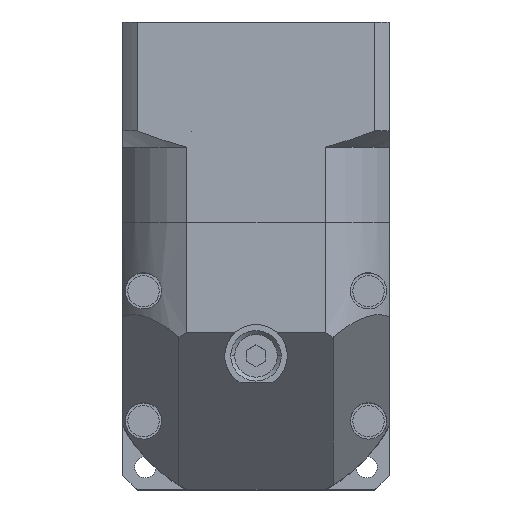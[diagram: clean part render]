
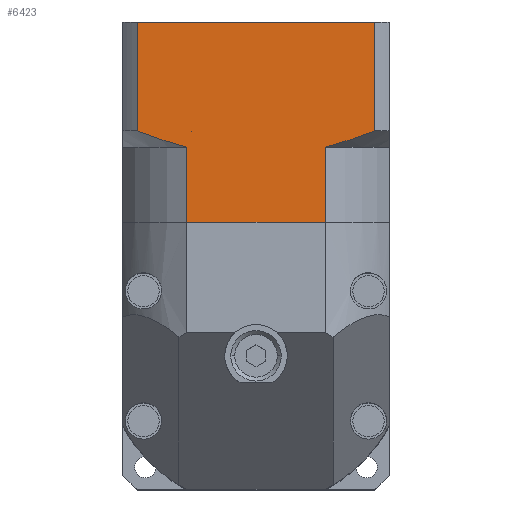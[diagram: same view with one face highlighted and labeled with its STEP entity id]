
A CAD part, top view. The second image highlights one B-rep face of the part: STEP entity #6423.
In plain terms, the highlighted face is planar.
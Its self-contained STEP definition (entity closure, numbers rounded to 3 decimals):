
#65 = ORIENTED_EDGE ( 'NONE', *, *, #4584, .T. ) ;
#129 = CARTESIAN_POINT ( 'NONE',  ( 16.348, -21.3, 13.633 ) ) ;
#218 = DIRECTION ( 'NONE',  ( 0., 0., -1. ) ) ;
#279 = CARTESIAN_POINT ( 'NONE',  ( -16.335, -21.3, 13.629 ) ) ;
#396 = ORIENTED_EDGE ( 'NONE', *, *, #11387, .T. ) ;
#408 = LINE ( 'NONE', #2213, #2829 ) ;
#796 = B_SPLINE_CURVE_WITH_KNOTS ( 'NONE', 3,
 ( #4690, #10092, #5597, #129, #6512, #1049 ),
 .UNSPECIFIED., .F., .F.,
 ( 4, 2, 4 ),
 ( 0.057, 0.061, 0.065 ),
 .UNSPECIFIED. ) ;
#863 = CARTESIAN_POINT ( 'NONE',  ( 11.059, -21.3, 0. ) ) ;
#901 = CARTESIAN_POINT ( 'NONE',  ( -18.936, -21.3, 32. ) ) ;
#974 = ORIENTED_EDGE ( 'NONE', *, *, #2152, .F. ) ;
#1049 = CARTESIAN_POINT ( 'NONE',  ( 18.936, -21.3, 14.598 ) ) ;
#1121 = VERTEX_POINT ( 'NONE', #4484 ) ;
#1196 = CARTESIAN_POINT ( 'NONE',  ( -12.391, -21.3, 12.354 ) ) ;
#1394 = LINE ( 'NONE', #4677, #6232 ) ;
#1806 = DIRECTION ( 'NONE',  ( -1., 0., 0. ) ) ;
#2007 = EDGE_CURVE ( 'NONE', #7538, #5012, #408, .T. ) ;
#2016 = VECTOR ( 'NONE', #3669, 1000. ) ;
#2152 = EDGE_CURVE ( 'NONE', #7615, #5536, #1394, .T. ) ;
#2213 = CARTESIAN_POINT ( 'NONE',  ( -18.936, -21.3, 0. ) ) ;
#2390 = ORIENTED_EDGE ( 'NONE', *, *, #5833, .T. ) ;
#2623 = LINE ( 'NONE', #2938, #7186 ) ;
#2681 = DIRECTION ( 'NONE',  ( 1., 0., 0. ) ) ;
#2829 = VECTOR ( 'NONE', #7684, 1000. ) ;
#2923 = AXIS2_PLACEMENT_3D ( 'NONE', #901, #7285, #1806 ) ;
#2938 = CARTESIAN_POINT ( 'NONE',  ( -11.059, -21.3, 0. ) ) ;
#2971 = VERTEX_POINT ( 'NONE', #5201 ) ;
#3364 = CARTESIAN_POINT ( 'NONE',  ( 18.936, -21.3, 32. ) ) ;
#3665 = VERTEX_POINT ( 'NONE', #7263 ) ;
#3669 = DIRECTION ( 'NONE',  ( 0., 0., -1. ) ) ;
#3798 = ORIENTED_EDGE ( 'NONE', *, *, #8321, .T. ) ;
#4484 = CARTESIAN_POINT ( 'NONE',  ( 11.059, -21.3, 12. ) ) ;
#4535 = PLANE ( 'NONE',  #2923 ) ;
#4584 = EDGE_CURVE ( 'NONE', #8385, #3665, #6796, .T. ) ;
#4677 = CARTESIAN_POINT ( 'NONE',  ( 18.936, -21.3, 32. ) ) ;
#4690 = CARTESIAN_POINT ( 'NONE',  ( 11.059, -21.3, 12. ) ) ;
#5012 = VERTEX_POINT ( 'NONE', #863 ) ;
#5201 = CARTESIAN_POINT ( 'NONE',  ( -18.936, -21.3, 32. ) ) ;
#5270 = DIRECTION ( 'NONE',  ( 0., 0., 1. ) ) ;
#5465 = VECTOR ( 'NONE', #2681, 1000. ) ;
#5536 = VERTEX_POINT ( 'NONE', #10632 ) ;
#5597 = CARTESIAN_POINT ( 'NONE',  ( 13.719, -21.3, 12.758 ) ) ;
#5746 = FACE_OUTER_BOUND ( 'NONE', #10429, .T. ) ;
#5833 = EDGE_CURVE ( 'NONE', #5012, #1121, #10605, .T. ) ;
#6088 = ORIENTED_EDGE ( 'NONE', *, *, #2007, .T. ) ;
#6232 = VECTOR ( 'NONE', #6463, 1000. ) ;
#6423 = ADVANCED_FACE ( 'NONE', ( #5746 ), #4535, .F. ) ;
#6463 = DIRECTION ( 'NONE',  ( 0., 0., -1. ) ) ;
#6512 = CARTESIAN_POINT ( 'NONE',  ( 17.647, -21.3, 14.104 ) ) ;
#6655 = CARTESIAN_POINT ( 'NONE',  ( -13.711, -21.3, 12.756 ) ) ;
#6796 = B_SPLINE_CURVE_WITH_KNOTS ( 'NONE', 3,
 ( #10234, #8428, #279, #6655, #1196, #7577 ),
 .UNSPECIFIED., .F., .F.,
 ( 4, 2, 4 ),
 ( 0.026, 0.03, 0.035 ),
 .UNSPECIFIED. ) ;
#7117 = ORIENTED_EDGE ( 'NONE', *, *, #7214, .F. ) ;
#7186 = VECTOR ( 'NONE', #218, 1000. ) ;
#7214 = EDGE_CURVE ( 'NONE', #2971, #7615, #8162, .T. ) ;
#7263 = CARTESIAN_POINT ( 'NONE',  ( -11.059, -21.3, 12. ) ) ;
#7285 = DIRECTION ( 'NONE',  ( 0., 1., 0. ) ) ;
#7538 = VERTEX_POINT ( 'NONE', #10512 ) ;
#7577 = CARTESIAN_POINT ( 'NONE',  ( -11.059, -21.3, 12. ) ) ;
#7615 = VERTEX_POINT ( 'NONE', #3364 ) ;
#7684 = DIRECTION ( 'NONE',  ( 1., 0., 0. ) ) ;
#8134 = CARTESIAN_POINT ( 'NONE',  ( -18.936, -21.3, 32. ) ) ;
#8162 = LINE ( 'NONE', #8134, #5465 ) ;
#8236 = VECTOR ( 'NONE', #5270, 1000. ) ;
#8265 = EDGE_CURVE ( 'NONE', #2971, #8385, #8710, .T. ) ;
#8321 = EDGE_CURVE ( 'NONE', #1121, #5536, #796, .T. ) ;
#8385 = VERTEX_POINT ( 'NONE', #8653 ) ;
#8428 = CARTESIAN_POINT ( 'NONE',  ( -17.641, -21.3, 14.101 ) ) ;
#8653 = CARTESIAN_POINT ( 'NONE',  ( -18.936, -21.3, 14.598 ) ) ;
#8710 = LINE ( 'NONE', #9108, #2016 ) ;
#9108 = CARTESIAN_POINT ( 'NONE',  ( -18.936, -21.3, 32. ) ) ;
#10017 = ORIENTED_EDGE ( 'NONE', *, *, #8265, .T. ) ;
#10092 = CARTESIAN_POINT ( 'NONE',  ( 12.391, -21.3, 12.354 ) ) ;
#10234 = CARTESIAN_POINT ( 'NONE',  ( -18.936, -21.3, 14.598 ) ) ;
#10429 = EDGE_LOOP ( 'NONE', ( #65, #396, #6088, #2390, #3798, #974, #7117, #10017 ) ) ;
#10512 = CARTESIAN_POINT ( 'NONE',  ( -11.059, -21.3, 0. ) ) ;
#10605 = LINE ( 'NONE', #11565, #8236 ) ;
#10632 = CARTESIAN_POINT ( 'NONE',  ( 18.936, -21.3, 14.598 ) ) ;
#11387 = EDGE_CURVE ( 'NONE', #3665, #7538, #2623, .T. ) ;
#11565 = CARTESIAN_POINT ( 'NONE',  ( 11.059, -21.3, 0. ) ) ;
